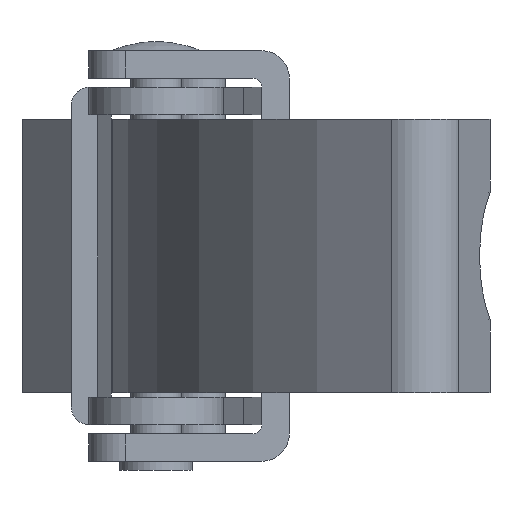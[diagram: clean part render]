
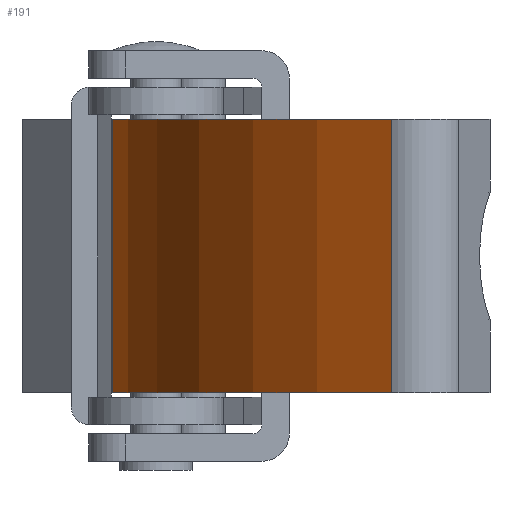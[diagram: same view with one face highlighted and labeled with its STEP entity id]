
A CAD part, left-side view. The second image highlights one B-rep face of the part: STEP entity #191.
In plain terms, the highlighted cylindrical face has radius 35 mm (diameter 70 mm), a partial arc.
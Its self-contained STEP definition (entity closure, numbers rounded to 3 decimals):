
#191 = ADVANCED_FACE( '', ( #433 ), #434, .T. );
#433 = FACE_OUTER_BOUND( '', #780, .T. );
#434 = CYLINDRICAL_SURFACE( '', #781, 35. );
#780 = EDGE_LOOP( '', ( #1177, #1178, #1179, #1180 ) );
#781 = AXIS2_PLACEMENT_3D( '', #1181, #1182, #1183 );
#1177 = ORIENTED_EDGE( '', *, *, #2058, .T. );
#1178 = ORIENTED_EDGE( '', *, *, #2059, .F. );
#1179 = ORIENTED_EDGE( '', *, *, #2035, .F. );
#1180 = ORIENTED_EDGE( '', *, *, #2060, .T. );
#1181 = CARTESIAN_POINT( '', ( -11.051, -30.166, 7.5 ) );
#1182 = DIRECTION( '', ( 0., 0., 1. ) );
#1183 = DIRECTION( '', ( -1., 0., 0. ) );
#2035 = EDGE_CURVE( '', #2390, #2391, #2392, .T. );
#2058 = EDGE_CURVE( '', #2433, #2434, #2435, .T. );
#2059 = EDGE_CURVE( '', #2391, #2434, #2436, .T. );
#2060 = EDGE_CURVE( '', #2390, #2433, #2437, .T. );
#2390 = VERTEX_POINT( '', #2918 );
#2391 = VERTEX_POINT( '', #2919 );
#2392 = CIRCLE( '', #2920, 35. );
#2433 = VERTEX_POINT( '', #2968 );
#2434 = VERTEX_POINT( '', #2969 );
#2435 = CIRCLE( '', #2970, 35. );
#2436 = LINE( '', #2971, #2972 );
#2437 = LINE( '', #2973, #2974 );
#2918 = CARTESIAN_POINT( '', ( -14.217, 4.69, 7.5 ) );
#2919 = CARTESIAN_POINT( '', ( -40.073, -10.603, 7.5 ) );
#2920 = AXIS2_PLACEMENT_3D( '', #3595, #3596, #3597 );
#2968 = CARTESIAN_POINT( '', ( -14.217, 4.69, -7.5 ) );
#2969 = CARTESIAN_POINT( '', ( -40.073, -10.603, -7.5 ) );
#2970 = AXIS2_PLACEMENT_3D( '', #3641, #3642, #3643 );
#2971 = CARTESIAN_POINT( '', ( -40.073, -10.603, 7.5 ) );
#2972 = VECTOR( '', #3644, 1000. );
#2973 = CARTESIAN_POINT( '', ( -14.217, 4.69, 7.5 ) );
#2974 = VECTOR( '', #3645, 1000. );
#3595 = CARTESIAN_POINT( '', ( -11.051, -30.166, 7.5 ) );
#3596 = DIRECTION( '', ( 0., 0., 1. ) );
#3597 = DIRECTION( '', ( 1., 0., 0. ) );
#3641 = CARTESIAN_POINT( '', ( -11.051, -30.166, -7.5 ) );
#3642 = DIRECTION( '', ( 0., 0., 1. ) );
#3643 = DIRECTION( '', ( 1., 0., 0. ) );
#3644 = DIRECTION( '', ( 0., 0., -1. ) );
#3645 = DIRECTION( '', ( 0., 0., -1. ) );
